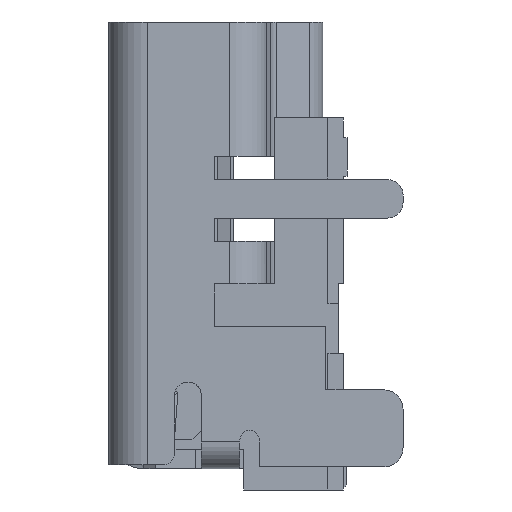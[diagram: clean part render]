
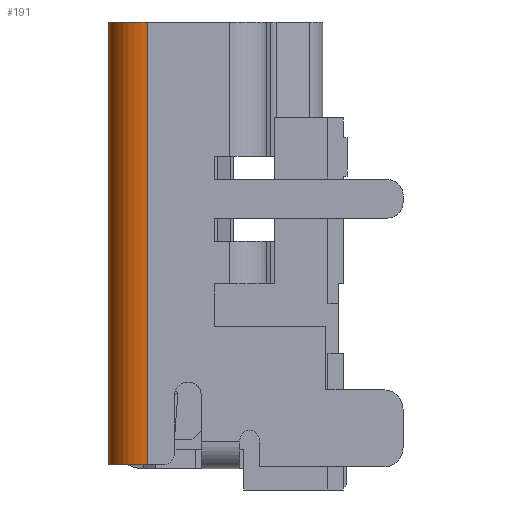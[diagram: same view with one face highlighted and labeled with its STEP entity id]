
A CAD part, left-side view. The second image highlights one B-rep face of the part: STEP entity #191.
In plain terms, the highlighted cylindrical face has radius 1 mm (diameter 2 mm), a partial arc.
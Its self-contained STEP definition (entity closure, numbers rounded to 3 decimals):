
#191=ADVANCED_FACE('',(#1309),#1310,.T.);
#1309=FACE_OUTER_BOUND('',#3377,.T.);
#1310=CYLINDRICAL_SURFACE('',#3378,1.0);
#3377=EDGE_LOOP('',(#6258,#6259,#6260,#6261));
#3378=AXIS2_PLACEMENT_3D('',#6262,#6263,#6264);
#6258=ORIENTED_EDGE('',*,*,#14824,.F.);
#6259=ORIENTED_EDGE('',*,*,#14825,.T.);
#6260=ORIENTED_EDGE('',*,*,#14734,.F.);
#6261=ORIENTED_EDGE('',*,*,#14783,.T.);
#6262=CARTESIAN_POINT('',(-6.719,-2.292,12.15));
#6263=DIRECTION('',(-0.0,0.0,-1.0));
#6264=DIRECTION('',(-1.0,0.0,0.0));
#14734=EDGE_CURVE('',#17897,#17898,#17899,.T.);
#14783=EDGE_CURVE('',#17897,#17991,#17993,.T.);
#14824=EDGE_CURVE('',#18074,#17991,#18075,.T.);
#14825=EDGE_CURVE('',#18074,#17898,#18076,.T.);
#17897=VERTEX_POINT('',#22714);
#17898=VERTEX_POINT('',#22715);
#17899=CIRCLE('',#22716,1.0);
#17991=VERTEX_POINT('',#22838);
#17993=LINE('',#22841,#22842);
#18074=VERTEX_POINT('',#22963);
#18075=CIRCLE('',#22964,1.0);
#18076=LINE('',#22965,#22966);
#22714=CARTESIAN_POINT('',(-6.719,-1.292,12.15));
#22715=CARTESIAN_POINT('',(-7.719,-2.292,12.15));
#22716=AXIS2_PLACEMENT_3D('',#30120,#30121,#30122);
#22838=CARTESIAN_POINT('',(-6.719,-1.292,0.65));
#22841=CARTESIAN_POINT('',(-6.719,-1.292,12.15));
#22842=VECTOR('',#30205,11.5);
#22963=CARTESIAN_POINT('',(-7.719,-2.292,0.65));
#22964=AXIS2_PLACEMENT_3D('',#30246,#30247,#30248);
#22965=CARTESIAN_POINT('',(-7.719,-2.292,0.65));
#22966=VECTOR('',#30249,11.5);
#30120=CARTESIAN_POINT('',(-6.719,-2.292,12.15));
#30121=DIRECTION('',(0.0,-0.0,1.0));
#30122=DIRECTION('',(0.0,1.0,0.0));
#30205=DIRECTION('',(0.0,0.0,-1.0));
#30246=CARTESIAN_POINT('',(-6.719,-2.292,0.65));
#30247=DIRECTION('',(0.0,0.0,-1.0));
#30248=DIRECTION('',(-1.0,0.0,0.0));
#30249=DIRECTION('',(0.0,0.0,1.0));
